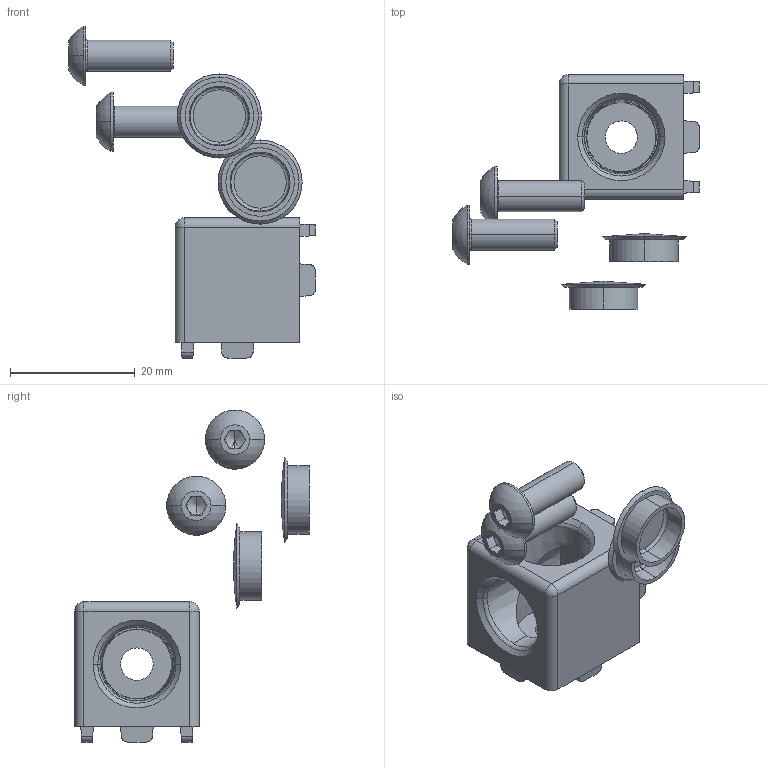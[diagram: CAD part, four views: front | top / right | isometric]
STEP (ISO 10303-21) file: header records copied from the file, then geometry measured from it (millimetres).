
FILE_DESCRIPTION (( 'STEP AP214' ), '1' );
FILE_NAME ('093ww201n05s01.STEP', '2013-07-24T09:08:30', ( '' ), ( '' ), 'SwSTEP 2.0', 'SolidWorks 2012', '' );
FILE_SCHEMA (( 'AUTOMOTIVE_DESIGN' ));
Length unit declared in the file: millimetre
Products named in the file (4): 093wwa20; iso7380-m5x14; 093ww201n05_093 WW 201 N05; 093ww201n05s01
Assembly tree (5 placements, depth 2):
  093ww201n05s01
    093ww201n05_093 WW 201 N05
    iso7380-m5x14  x2
    093wwa20  x2
Bounding box: 39.55 x 37.67 x 53.27 mm (x, y, z)
Volume: 6243.7 mm3; surface area: 5199.5 mm2
Topology: 5 solids, 5 shells, 257 faces, 587 edges, 348 vertices
Faces by surface type: plane 102, cylinder 81, sphere 34, cone 28, torus 12
Entity records: 6688 total; most frequent: CARTESIAN_POINT 1374, DIRECTION 1049, ORIENTED_EDGE 998, EDGE_CURVE 499, AXIS2_PLACEMENT_3D 381, VERTEX_POINT 298, LINE 287, VECTOR 287
